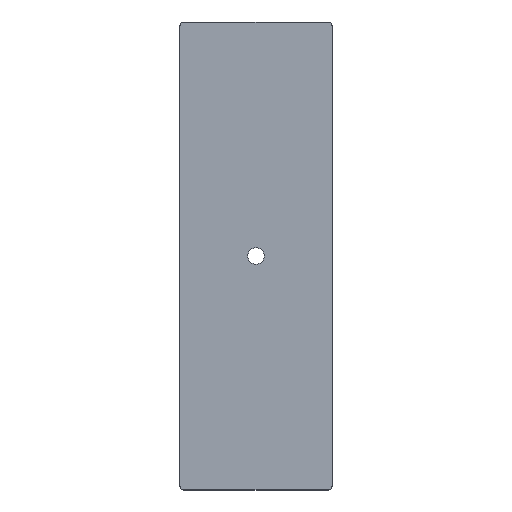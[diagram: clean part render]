
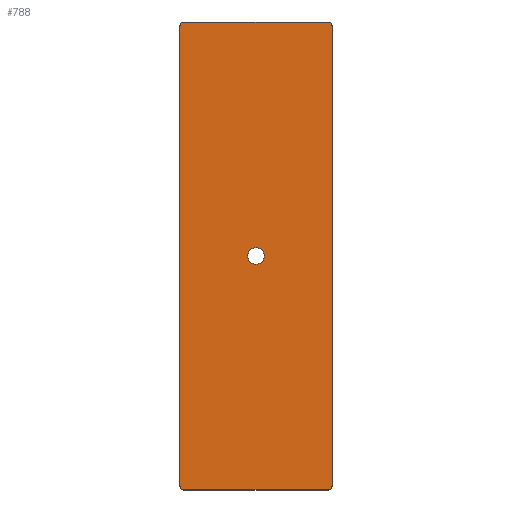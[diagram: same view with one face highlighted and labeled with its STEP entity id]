
A CAD part, top view. The second image highlights one B-rep face of the part: STEP entity #788.
In plain terms, the highlighted planar face has unit normal (0, 0, 1).
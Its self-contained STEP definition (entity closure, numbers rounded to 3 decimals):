
#7 = CIRCLE ( 'NONE', #351, 4.25 ) ;
#19 = CIRCLE ( 'NONE', #626, 2. ) ;
#21 = VECTOR ( 'NONE', #293, 1000. ) ;
#29 = EDGE_CURVE ( 'NONE', #303, #694, #499, .T. ) ;
#31 = CARTESIAN_POINT ( 'NONE',  ( -37., 118., 6. ) ) ;
#32 = DIRECTION ( 'NONE',  ( 1., 0., 0. ) ) ;
#36 = AXIS2_PLACEMENT_3D ( 'NONE', #376, #373, #247 ) ;
#64 = AXIS2_PLACEMENT_3D ( 'NONE', #94, #164, #102 ) ;
#70 = CARTESIAN_POINT ( 'NONE',  ( 39., -118., 6. ) ) ;
#71 = CARTESIAN_POINT ( 'NONE',  ( 37., 118., 6. ) ) ;
#74 = CIRCLE ( 'NONE', #850, 2. ) ;
#75 = VECTOR ( 'NONE', #151, 1000. ) ;
#90 = DIRECTION ( 'NONE',  ( -1., 0., 0. ) ) ;
#91 = EDGE_CURVE ( 'NONE', #340, #105, #7, .T. ) ;
#94 = CARTESIAN_POINT ( 'NONE',  ( 37., -118., 6. ) ) ;
#98 = CARTESIAN_POINT ( 'NONE',  ( -39., -118., 6. ) ) ;
#102 = DIRECTION ( 'NONE',  ( 1., 0., 0. ) ) ;
#105 = VERTEX_POINT ( 'NONE', #347 ) ;
#143 = EDGE_CURVE ( 'NONE', #806, #710, #708, .T. ) ;
#151 = DIRECTION ( 'NONE',  ( 1., 0., 0. ) ) ;
#164 = DIRECTION ( 'NONE',  ( 0., 0., 1. ) ) ;
#171 = ORIENTED_EDGE ( 'NONE', *, *, #471, .T. ) ;
#173 = VECTOR ( 'NONE', #223, 1000. ) ;
#186 = CARTESIAN_POINT ( 'NONE',  ( -37., -120., 6. ) ) ;
#203 = ORIENTED_EDGE ( 'NONE', *, *, #620, .F. ) ;
#223 = DIRECTION ( 'NONE',  ( 0., -1., 0. ) ) ;
#243 = CARTESIAN_POINT ( 'NONE',  ( -39., 118., 6. ) ) ;
#247 = DIRECTION ( 'NONE',  ( 1., 0., 0. ) ) ;
#261 = EDGE_LOOP ( 'NONE', ( #559, #542, #348, #750, #390, #378, #475, #171 ) ) ;
#263 = DIRECTION ( 'NONE',  ( 0., 0., 1. ) ) ;
#266 = FACE_OUTER_BOUND ( 'NONE', #261, .T. ) ;
#267 = CARTESIAN_POINT ( 'NONE',  ( -37., 120., 6. ) ) ;
#268 = EDGE_CURVE ( 'NONE', #726, #771, #74, .T. ) ;
#277 = VERTEX_POINT ( 'NONE', #267 ) ;
#282 = LINE ( 'NONE', #834, #75 ) ;
#293 = DIRECTION ( 'NONE',  ( -1., 0., 0. ) ) ;
#303 = VERTEX_POINT ( 'NONE', #540 ) ;
#334 = CARTESIAN_POINT ( 'NONE',  ( -39., -118., 6. ) ) ;
#340 = VERTEX_POINT ( 'NONE', #749 ) ;
#343 = CARTESIAN_POINT ( 'NONE',  ( 0., 0., 6. ) ) ;
#344 = EDGE_CURVE ( 'NONE', #277, #806, #716, .T. ) ;
#347 = CARTESIAN_POINT ( 'NONE',  ( 4.25, 0., 6. ) ) ;
#348 = ORIENTED_EDGE ( 'NONE', *, *, #268, .T. ) ;
#350 = EDGE_CURVE ( 'NONE', #710, #507, #19, .T. ) ;
#351 = AXIS2_PLACEMENT_3D ( 'NONE', #343, #363, #32 ) ;
#363 = DIRECTION ( 'NONE',  ( 0., 0., 1. ) ) ;
#373 = DIRECTION ( 'NONE',  ( 0., 0., 1. ) ) ;
#376 = CARTESIAN_POINT ( 'NONE',  ( 0., 0., 6. ) ) ;
#378 = ORIENTED_EDGE ( 'NONE', *, *, #143, .T. ) ;
#390 = ORIENTED_EDGE ( 'NONE', *, *, #344, .T. ) ;
#392 = DIRECTION ( 'NONE',  ( 1., 0., 0. ) ) ;
#395 = DIRECTION ( 'NONE',  ( 0., 1., 0. ) ) ;
#410 = CIRCLE ( 'NONE', #36, 4.25 ) ;
#471 = EDGE_CURVE ( 'NONE', #507, #303, #282, .T. ) ;
#475 = ORIENTED_EDGE ( 'NONE', *, *, #350, .T. ) ;
#491 = CARTESIAN_POINT ( 'NONE',  ( 37., 120., 6. ) ) ;
#496 = CARTESIAN_POINT ( 'NONE',  ( -37., 120., 6. ) ) ;
#498 = DIRECTION ( 'NONE',  ( 0., 0., 1. ) ) ;
#499 = CIRCLE ( 'NONE', #530, 2. ) ;
#507 = VERTEX_POINT ( 'NONE', #186 ) ;
#530 = AXIS2_PLACEMENT_3D ( 'NONE', #818, #600, #392 ) ;
#539 = FACE_BOUND ( 'NONE', #586, .T. ) ;
#540 = CARTESIAN_POINT ( 'NONE',  ( 37., -120., 6. ) ) ;
#542 = ORIENTED_EDGE ( 'NONE', *, *, #762, .T. ) ;
#545 = DIRECTION ( 'NONE',  ( -1., 0., 0. ) ) ;
#559 = ORIENTED_EDGE ( 'NONE', *, *, #29, .T. ) ;
#581 = ORIENTED_EDGE ( 'NONE', *, *, #91, .F. ) ;
#586 = EDGE_LOOP ( 'NONE', ( #581, #203 ) ) ;
#600 = DIRECTION ( 'NONE',  ( 0., 0., 1. ) ) ;
#606 = LINE ( 'NONE', #742, #660 ) ;
#620 = EDGE_CURVE ( 'NONE', #105, #340, #410, .T. ) ;
#625 = DIRECTION ( 'NONE',  ( -1., 0., 0. ) ) ;
#626 = AXIS2_PLACEMENT_3D ( 'NONE', #775, #498, #625 ) ;
#646 = PLANE ( 'NONE',  #64 ) ;
#660 = VECTOR ( 'NONE', #395, 1000. ) ;
#694 = VERTEX_POINT ( 'NONE', #70 ) ;
#707 = DIRECTION ( 'NONE',  ( 0., 0., 1. ) ) ;
#708 = LINE ( 'NONE', #98, #173 ) ;
#710 = VERTEX_POINT ( 'NONE', #334 ) ;
#716 = CIRCLE ( 'NONE', #793, 2. ) ;
#726 = VERTEX_POINT ( 'NONE', #738 ) ;
#738 = CARTESIAN_POINT ( 'NONE',  ( 39., 118., 6. ) ) ;
#742 = CARTESIAN_POINT ( 'NONE',  ( 39., -118., 6. ) ) ;
#749 = CARTESIAN_POINT ( 'NONE',  ( -4.25, 0., 6. ) ) ;
#750 = ORIENTED_EDGE ( 'NONE', *, *, #813, .T. ) ;
#762 = EDGE_CURVE ( 'NONE', #694, #726, #606, .T. ) ;
#771 = VERTEX_POINT ( 'NONE', #491 ) ;
#773 = LINE ( 'NONE', #496, #21 ) ;
#775 = CARTESIAN_POINT ( 'NONE',  ( -37., -118., 6. ) ) ;
#788 = ADVANCED_FACE ( 'NONE', ( #266, #539 ), #646, .T. ) ;
#793 = AXIS2_PLACEMENT_3D ( 'NONE', #31, #707, #90 ) ;
#806 = VERTEX_POINT ( 'NONE', #243 ) ;
#813 = EDGE_CURVE ( 'NONE', #771, #277, #773, .T. ) ;
#818 = CARTESIAN_POINT ( 'NONE',  ( 37., -118., 6. ) ) ;
#834 = CARTESIAN_POINT ( 'NONE',  ( -37., -120., 6. ) ) ;
#850 = AXIS2_PLACEMENT_3D ( 'NONE', #71, #263, #545 ) ;
